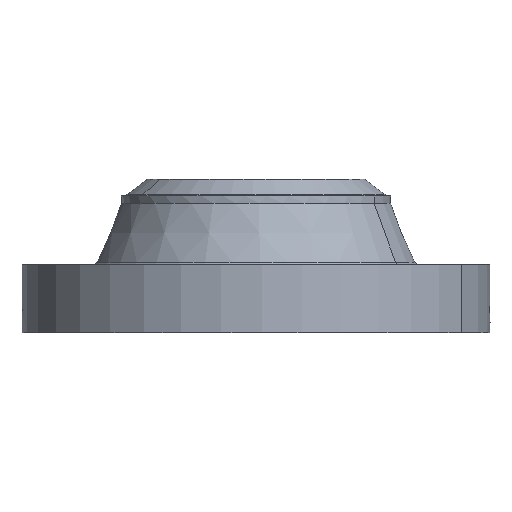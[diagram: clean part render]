
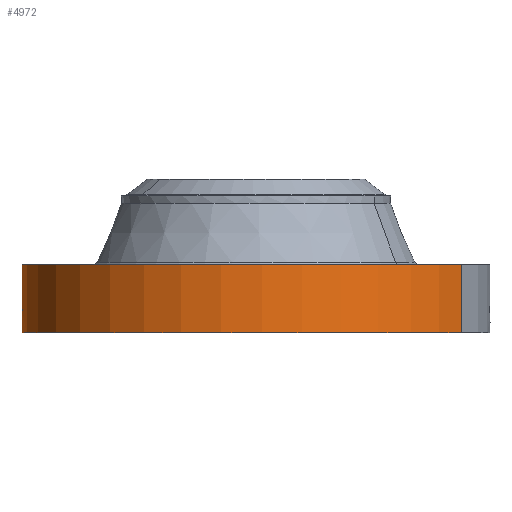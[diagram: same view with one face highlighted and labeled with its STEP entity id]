
A CAD part, left-side view. The second image highlights one B-rep face of the part: STEP entity #4972.
In plain terms, the highlighted cylindrical face has radius 190.5 mm (diameter 381 mm), a partial arc.
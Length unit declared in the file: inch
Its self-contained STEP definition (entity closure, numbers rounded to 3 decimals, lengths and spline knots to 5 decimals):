
#3849=AXIS2_PLACEMENT_3D('Circle Axis2P3D',#3847,#3848,$) ;
#4333=AXIS2_PLACEMENT_3D('Circle Axis2P3D',#4331,#4332,$) ;
#4867=AXIS2_PLACEMENT_3D('Cylinder Axis2P3D',#4864,#4865,#4866) ;
#3847=CARTESIAN_POINT('Axis2P3D Location',(0.,0.,0.)) ;
#3851=CARTESIAN_POINT('Vertex',(-3.59569,-6.58187,0.)) ;
#3853=CARTESIAN_POINT('Vertex',(3.59569,6.58187,0.)) ;
#4326=CARTESIAN_POINT('Vertex',(3.59569,6.58187,2.192)) ;
#4328=CARTESIAN_POINT('Vertex',(-3.59569,-6.58187,2.192)) ;
#4331=CARTESIAN_POINT('Axis2P3D Location',(0.,0.,2.192)) ;
#4864=CARTESIAN_POINT('Axis2P3D Location',(0.,0.,2.466)) ;
#4869=CARTESIAN_POINT('Line Origine',(-3.59569,-6.58187,1.096)) ;
#4874=CARTESIAN_POINT('Line Origine',(3.59569,6.58187,1.096)) ;
#4886=CARTESIAN_POINT('Control Point',(-0.05941,7.49976,1.09909)) ;
#4887=CARTESIAN_POINT('Control Point',(-0.04003,7.49992,1.1024)) ;
#4888=CARTESIAN_POINT('Control Point',(-0.02038,7.5,1.10408)) ;
#4889=CARTESIAN_POINT('Control Point',(-0.00072,7.5,1.10412)) ;
#4890=CARTESIAN_POINT('Vertex',(-0.0594,7.49977,1.0991)) ;
#4892=CARTESIAN_POINT('Vertex',(-0.00072,7.5,1.10412)) ;
#4896=CARTESIAN_POINT('Control Point',(-0.05939,7.49976,1.09909)) ;
#4897=CARTESIAN_POINT('Control Point',(-0.09831,7.49946,1.09409)) ;
#4898=CARTESIAN_POINT('Control Point',(-0.13642,7.49884,1.082)) ;
#4899=CARTESIAN_POINT('Control Point',(-0.17138,7.49804,1.06375)) ;
#4900=CARTESIAN_POINT('Vertex',(-0.17138,7.49804,1.06375)) ;
#4904=CARTESIAN_POINT('Control Point',(-0.02999,7.49994,0.34111)) ;
#4905=CARTESIAN_POINT('Control Point',(-0.08598,7.49972,0.34825)) ;
#4906=CARTESIAN_POINT('Control Point',(-0.14035,7.49898,0.36587)) ;
#4907=CARTESIAN_POINT('Control Point',(-0.19034,7.49779,0.39344)) ;
#4908=CARTESIAN_POINT('Control Point',(-0.2796,7.49502,0.46639)) ;
#4909=CARTESIAN_POINT('Control Point',(-0.33704,7.49249,0.56453)) ;
#4910=CARTESIAN_POINT('Control Point',(-0.35684,7.49151,0.61913)) ;
#4911=CARTESIAN_POINT('Control Point',(-0.37232,7.49075,0.70843)) ;
#4912=CARTESIAN_POINT('Control Point',(-0.363,7.49121,0.79692)) ;
#4913=CARTESIAN_POINT('Control Point',(-0.35625,7.49154,0.82886)) ;
#4914=CARTESIAN_POINT('Control Point',(-0.33118,7.49273,0.90639)) ;
#4915=CARTESIAN_POINT('Control Point',(-0.28659,7.4946,0.97493)) ;
#4916=CARTESIAN_POINT('Control Point',(-0.25324,7.49586,1.01136)) ;
#4917=CARTESIAN_POINT('Control Point',(-0.21425,7.49706,1.04137)) ;
#4918=CARTESIAN_POINT('Control Point',(-0.17138,7.49804,1.06375)) ;
#4919=CARTESIAN_POINT('Vertex',(-0.02999,7.49994,0.34111)) ;
#4923=CARTESIAN_POINT('Control Point',(-0.02999,7.49994,0.34111)) ;
#4924=CARTESIAN_POINT('Control Point',(-0.01999,7.49998,0.34086)) ;
#4925=CARTESIAN_POINT('Control Point',(-0.00998,7.5,0.34095)) ;
#4926=CARTESIAN_POINT('Control Point',(0.,7.5,0.34137)) ;
#4927=CARTESIAN_POINT('Vertex',(0.,7.5,0.34137)) ;
#4931=CARTESIAN_POINT('Control Point',(0.19354,7.4975,0.39573)) ;
#4932=CARTESIAN_POINT('Control Point',(0.14936,7.49864,0.37106)) ;
#4933=CARTESIAN_POINT('Control Point',(0.10119,7.49954,0.35344)) ;
#4934=CARTESIAN_POINT('Control Point',(0.05083,7.5,0.34353)) ;
#4935=CARTESIAN_POINT('Control Point',(0.,7.5,0.34137)) ;
#4936=CARTESIAN_POINT('Vertex',(0.19354,7.4975,0.39573)) ;
#4940=CARTESIAN_POINT('Control Point',(0.19354,7.4975,0.39573)) ;
#4941=CARTESIAN_POINT('Control Point',(0.22275,7.49675,0.41204)) ;
#4942=CARTESIAN_POINT('Control Point',(0.25033,7.49589,0.43124)) ;
#4943=CARTESIAN_POINT('Control Point',(0.27587,7.49498,0.45317)) ;
#4944=CARTESIAN_POINT('Control Point',(0.34319,7.49231,0.52437)) ;
#4945=CARTESIAN_POINT('Control Point',(0.38653,7.49008,0.61377)) ;
#4946=CARTESIAN_POINT('Control Point',(0.40202,7.4892,0.67798)) ;
#4947=CARTESIAN_POINT('Control Point',(0.40344,7.48917,0.79213)) ;
#4948=CARTESIAN_POINT('Control Point',(0.36375,7.49121,0.8968)) ;
#4949=CARTESIAN_POINT('Control Point',(0.33967,7.49238,0.93823)) ;
#4950=CARTESIAN_POINT('Control Point',(0.27052,7.49538,1.02298)) ;
#4951=CARTESIAN_POINT('Control Point',(0.17702,7.49821,1.07827)) ;
#4952=CARTESIAN_POINT('Control Point',(0.11905,7.49942,1.09847)) ;
#4953=CARTESIAN_POINT('Control Point',(0.05907,7.5,1.10705)) ;
#4954=CARTESIAN_POINT('Control Point',(-0.00003,7.5,1.10415)) ;
#4955=CARTESIAN_POINT('Vertex',(-0.00003,7.5,1.10415)) ;
#4959=CARTESIAN_POINT('Control Point',(-0.00072,7.5,1.10412)) ;
#4960=CARTESIAN_POINT('Control Point',(-0.00037,7.5,1.10414)) ;
#4961=CARTESIAN_POINT('Control Point',(-0.00003,7.5,1.10415)) ;
#3848=DIRECTION('Axis2P3D Direction',(0.,0.,-0.039)) ;
#4332=DIRECTION('Axis2P3D Direction',(0.,0.,-0.039)) ;
#4865=DIRECTION('Axis2P3D Direction',(0.,0.,-0.039)) ;
#4866=DIRECTION('Axis2P3D XDirection',(0.019,0.035,0.)) ;
#4870=DIRECTION('Vector Direction',(0.,0.,-0.039)) ;
#4875=DIRECTION('Vector Direction',(0.,0.,-0.039)) ;
#4871=VECTOR('Line Direction',#4870,0.03937) ;
#4876=VECTOR('Line Direction',#4875,0.03937) ;
#4880=ORIENTED_EDGE('',*,*,#3855,.F.) ;
#4881=ORIENTED_EDGE('',*,*,#4873,.T.) ;
#4882=ORIENTED_EDGE('',*,*,#4335,.T.) ;
#4883=ORIENTED_EDGE('',*,*,#4878,.F.) ;
#4964=ORIENTED_EDGE('',*,*,#4894,.F.) ;
#4965=ORIENTED_EDGE('',*,*,#4902,.T.) ;
#4966=ORIENTED_EDGE('',*,*,#4921,.F.) ;
#4967=ORIENTED_EDGE('',*,*,#4929,.T.) ;
#4968=ORIENTED_EDGE('',*,*,#4938,.F.) ;
#4969=ORIENTED_EDGE('',*,*,#4957,.T.) ;
#4970=ORIENTED_EDGE('',*,*,#4962,.F.) ;
#4971=FACE_BOUND('',#4963,.T.) ;
#4972=ADVANCED_FACE('PartBody',(#4884,#4971),#4868,.T.) ;
#4885=B_SPLINE_CURVE_WITH_KNOTS('',3,(#4886,#4887,#4888,#4889),.UNSPECIFIED.,.F.,.U.,(4,4),(4.34045,6.52146),.UNSPECIFIED.) ;
#4895=B_SPLINE_CURVE_WITH_KNOTS('',3,(#4896,#4897,#4898,#4899),.UNSPECIFIED.,.F.,.U.,(4,4),(0.,4.4082),.UNSPECIFIED.) ;
#4903=B_SPLINE_CURVE_WITH_KNOTS('',5,(#4904,#4905,#4906,#4907,#4908,#4909,#4910,#4911,#4912,#4913,#4914,#4915,#4916,#4917,#4918),.UNSPECIFIED.,.F.,.U.,(6,3,3,3,6),(0.,9.80825,20.12867,26.11715,35.12658),.UNSPECIFIED.) ;
#4922=B_SPLINE_CURVE_WITH_KNOTS('',3,(#4923,#4924,#4925,#4926),.UNSPECIFIED.,.F.,.U.,(4,4),(0.,1.04343),.UNSPECIFIED.) ;
#4930=B_SPLINE_CURVE_WITH_KNOTS('',4,(#4931,#4932,#4933,#4934,#4935),.UNSPECIFIED.,.F.,.U.,(5,5),(0.,7.08328),.UNSPECIFIED.) ;
#4939=B_SPLINE_CURVE_WITH_KNOTS('',5,(#4940,#4941,#4942,#4943,#4944,#4945,#4946,#4947,#4948,#4949,#4950,#4951,#4952,#4953,#4954),.UNSPECIFIED.,.F.,.U.,(6,3,3,3,6),(0.,5.85318,17.06506,25.48671,36.53328),.UNSPECIFIED.) ;
#4958=B_SPLINE_CURVE_WITH_KNOTS('',2,(#4959,#4960,#4961),.UNSPECIFIED.,.F.,.U.,(3,3),(1.05656,1.08237),.UNSPECIFIED.) ;
#3850=CIRCLE('generated circle',#3849,7.5) ;
#4334=CIRCLE('generated circle',#4333,7.5) ;
#4868=CYLINDRICAL_SURFACE('generated cylinder',#4867,7.5) ;
#3855=EDGE_CURVE('',#3852,#3854,#3850,.T.) ;
#4335=EDGE_CURVE('',#4329,#4327,#4334,.T.) ;
#4873=EDGE_CURVE('',#3852,#4329,#4872,.F.) ;
#4878=EDGE_CURVE('',#3854,#4327,#4877,.F.) ;
#4894=EDGE_CURVE('',#4891,#4893,#4885,.T.) ;
#4902=EDGE_CURVE('',#4891,#4901,#4895,.T.) ;
#4921=EDGE_CURVE('',#4920,#4901,#4903,.T.) ;
#4929=EDGE_CURVE('',#4920,#4928,#4922,.T.) ;
#4938=EDGE_CURVE('',#4937,#4928,#4930,.T.) ;
#4957=EDGE_CURVE('',#4937,#4956,#4939,.T.) ;
#4962=EDGE_CURVE('',#4893,#4956,#4958,.T.) ;
#4879=EDGE_LOOP('',(#4880,#4881,#4882,#4883)) ;
#4963=EDGE_LOOP('',(#4964,#4965,#4966,#4967,#4968,#4969,#4970)) ;
#4884=FACE_OUTER_BOUND('',#4879,.T.) ;
#4872=LINE('Line',#4869,#4871) ;
#4877=LINE('Line',#4874,#4876) ;
#3852=VERTEX_POINT('',#3851) ;
#3854=VERTEX_POINT('',#3853) ;
#4327=VERTEX_POINT('',#4326) ;
#4329=VERTEX_POINT('',#4328) ;
#4891=VERTEX_POINT('',#4890) ;
#4893=VERTEX_POINT('',#4892) ;
#4901=VERTEX_POINT('',#4900) ;
#4920=VERTEX_POINT('',#4919) ;
#4928=VERTEX_POINT('',#4927) ;
#4937=VERTEX_POINT('',#4936) ;
#4956=VERTEX_POINT('',#4955) ;
